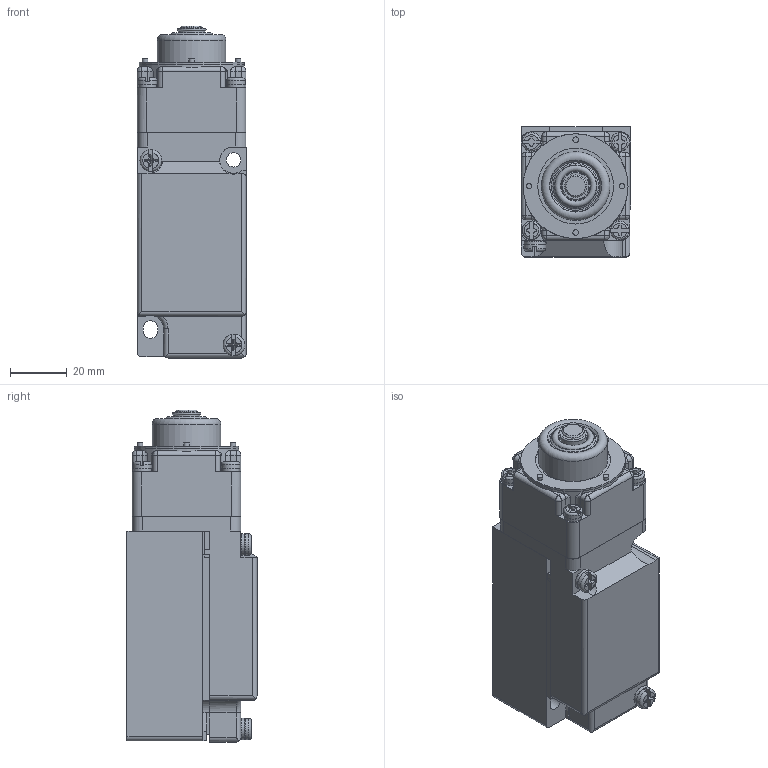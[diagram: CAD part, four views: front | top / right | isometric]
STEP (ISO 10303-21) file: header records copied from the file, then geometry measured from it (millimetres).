
FILE_DESCRIPTION (( 'STEP AP214' ), '1' );
FILE_NAME ('F25BTP1.STEP', '2019-08-12T11:24:51', ( '' ), ( '' ), 'SwSTEP 2.0', 'SolidWorks 2018', '' );
FILE_SCHEMA (( 'AUTOMOTIVE_DESIGN' ));
Length unit declared in the file: inch
Products named in the file (1): F25BTP1
Bounding box: 38.61 x 45.95 x 117.32 mm (x, y, z)
Volume: 163438.3 mm3; surface area: 48173.5 mm2
Topology: 15 solids, 15 shells, 639 faces, 1524 edges, 948 vertices
Faces by surface type: plane 252, cone 197, cylinder 137, bspline 28, torus 25
Full cylindrical faces by diameter (mm): 1.956 x12, 2.438 x1, 3.556 x4, 4.496 x4, 4.826 x4, 5.08 x3, 5.842 x2, 6.35 x7, 6.604 x4, 7.62 x2, 7.671 x2, 7.874 x6, 9.398 x1, 10.16 x1, 23.368 x1, 24.282 x1, 26.772 x2, 37.033 x3
Entity records: 25347 total; most frequent: CARTESIAN_POINT 7643, DIRECTION 2725, ORIENTED_EDGE 2676, EDGE_CURVE 1338, AXIS2_PLACEMENT_3D 1017, VERTEX_POINT 891, EDGE_LOOP 833, FACE_OUTER_BOUND 719
